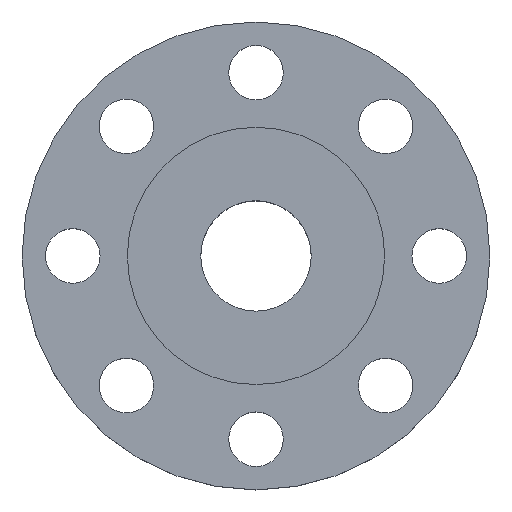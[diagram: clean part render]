
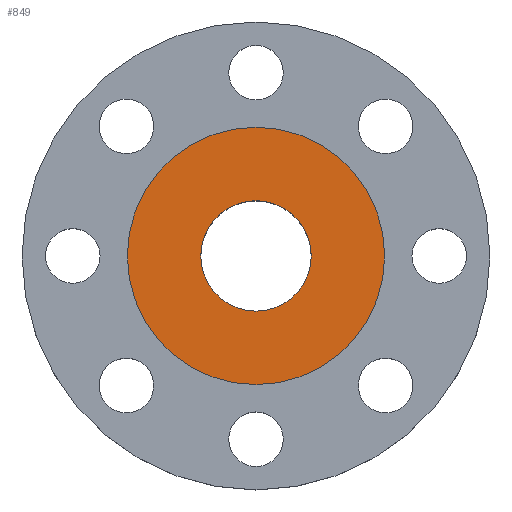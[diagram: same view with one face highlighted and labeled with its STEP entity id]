
A CAD part, top view. The second image highlights one B-rep face of the part: STEP entity #849.
In plain terms, the highlighted planar face has unit normal (0, 0, 1).
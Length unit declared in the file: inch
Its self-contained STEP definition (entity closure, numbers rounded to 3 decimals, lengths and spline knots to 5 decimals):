
#15 = EDGE_LOOP ( 'NONE', ( #631, #802 ) ) ;
#48 = DIRECTION ( 'NONE',  ( -1., 0., 0. ) ) ;
#55 = CIRCLE ( 'NONE', #805, 2.0625 ) ;
#65 = VERTEX_POINT ( 'NONE', #1035 ) ;
#66 = DIRECTION ( 'NONE',  ( 1., 0., 0. ) ) ;
#71 = VERTEX_POINT ( 'NONE', #465 ) ;
#81 = DIRECTION ( 'NONE',  ( 0., 0., 1. ) ) ;
#133 = PLANE ( 'NONE',  #839 ) ;
#135 = CIRCLE ( 'NONE', #927, 0.8855 ) ;
#153 = DIRECTION ( 'NONE',  ( 0., 0., 1. ) ) ;
#222 = VERTEX_POINT ( 'NONE', #239 ) ;
#238 = ORIENTED_EDGE ( 'NONE', *, *, #1002, .T. ) ;
#239 = CARTESIAN_POINT ( 'NONE',  ( -2.0625, 0., 0. ) ) ;
#293 = CIRCLE ( 'NONE', #950, 2.0625 ) ;
#301 = EDGE_CURVE ( 'NONE', #71, #222, #55, .T. ) ;
#333 = FACE_BOUND ( 'NONE', #15, .T. ) ;
#358 = CARTESIAN_POINT ( 'NONE',  ( 0., 0., 0. ) ) ;
#421 = EDGE_CURVE ( 'NONE', #544, #65, #135, .T. ) ;
#465 = CARTESIAN_POINT ( 'NONE',  ( 2.0625, 0., 0. ) ) ;
#480 = CIRCLE ( 'NONE', #932, 0.8855 ) ;
#491 = CARTESIAN_POINT ( 'NONE',  ( 0., 0.8855, 0. ) ) ;
#504 = DIRECTION ( 'NONE',  ( 0., 0., 1. ) ) ;
#510 = CARTESIAN_POINT ( 'NONE',  ( 0., 0., 0. ) ) ;
#544 = VERTEX_POINT ( 'NONE', #921 ) ;
#579 = DIRECTION ( 'NONE',  ( 1., 0., 0. ) ) ;
#631 = ORIENTED_EDGE ( 'NONE', *, *, #421, .F. ) ;
#686 = FACE_OUTER_BOUND ( 'NONE', #977, .T. ) ;
#695 = CARTESIAN_POINT ( 'NONE',  ( 0., 0., 0. ) ) ;
#793 = DIRECTION ( 'NONE',  ( 1., 0., 0. ) ) ;
#802 = ORIENTED_EDGE ( 'NONE', *, *, #1050, .F. ) ;
#805 = AXIS2_PLACEMENT_3D ( 'NONE', #510, #153, #66 ) ;
#839 = AXIS2_PLACEMENT_3D ( 'NONE', #491, #852, #48 ) ;
#849 = ADVANCED_FACE ( 'NONE', ( #333, #686 ), #133, .F. ) ;
#852 = DIRECTION ( 'NONE',  ( 0., 0., -1. ) ) ;
#921 = CARTESIAN_POINT ( 'NONE',  ( 0.8855, 0., 0. ) ) ;
#927 = AXIS2_PLACEMENT_3D ( 'NONE', #358, #978, #793 ) ;
#932 = AXIS2_PLACEMENT_3D ( 'NONE', #695, #81, #579 ) ;
#950 = AXIS2_PLACEMENT_3D ( 'NONE', #1027, #504, #1118 ) ;
#977 = EDGE_LOOP ( 'NONE', ( #1064, #238 ) ) ;
#978 = DIRECTION ( 'NONE',  ( 0., 0., 1. ) ) ;
#1002 = EDGE_CURVE ( 'NONE', #222, #71, #293, .T. ) ;
#1027 = CARTESIAN_POINT ( 'NONE',  ( 0., 0., 0. ) ) ;
#1035 = CARTESIAN_POINT ( 'NONE',  ( -0.8855, 0., 0. ) ) ;
#1050 = EDGE_CURVE ( 'NONE', #65, #544, #480, .T. ) ;
#1064 = ORIENTED_EDGE ( 'NONE', *, *, #301, .T. ) ;
#1118 = DIRECTION ( 'NONE',  ( 1., 0., 0. ) ) ;
